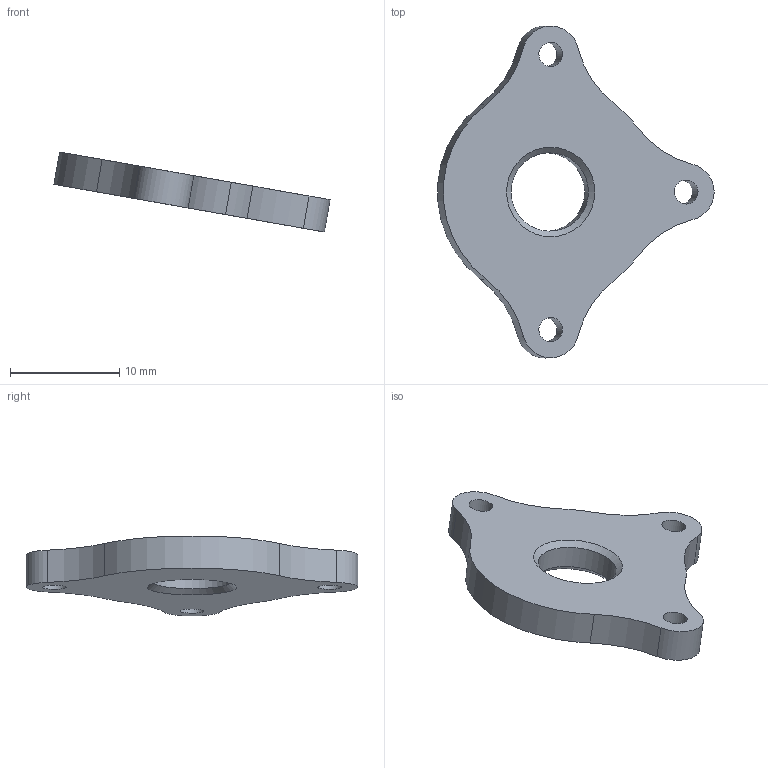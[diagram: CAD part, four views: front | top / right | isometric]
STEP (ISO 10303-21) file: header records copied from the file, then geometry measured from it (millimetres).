
FILE_DESCRIPTION(/* description */ (''),/* implementation_level */ '2;1');
FILE_NAME(/* name */ 'ec-11 plate.step',/* time_stamp */ '2024-01-17T12:12:35+08:00',/* author */ (''),/* organization */ (''),/* preprocessor_version */ 'ST-DEVELOPER v20',/* originating_system */ 'Autodesk Translation Framework v12.14.0.127',/* authorisation */ '');
FILE_SCHEMA (('AUTOMOTIVE_DESIGN { 1 0 10303 214 3 1 1 }'));
Length unit declared in the file: millimetre
Products named in the file (1): plate
Bounding box: 25.3 x 30.4 x 7.32 mm (x, y, z)
Volume: 1059.7 mm3; surface area: 1077.8 mm2
Topology: 1 solids, 1 shells, 20 faces, 52 edges, 34 vertices
Faces by surface type: cylinder 16, cone 2, plane 2
Full cylindrical faces by diameter (mm): 2.2 x3, 7.2 x1
Entity records: 683 total; most frequent: DIRECTION 128, CARTESIAN_POINT 107, ORIENTED_EDGE 104, AXIS2_PLACEMENT_3D 55, EDGE_CURVE 52, CIRCLE 34, VERTEX_POINT 34, EDGE_LOOP 28
